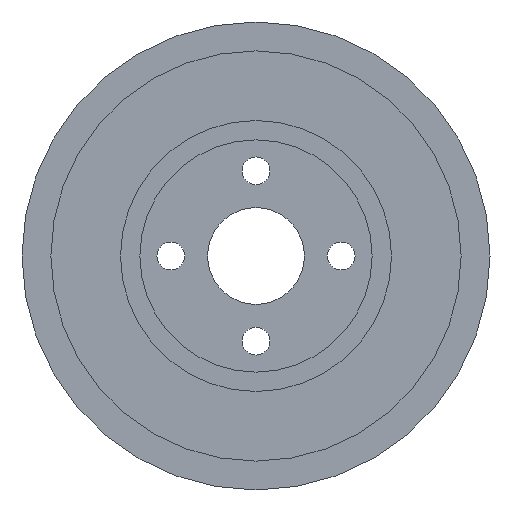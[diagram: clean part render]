
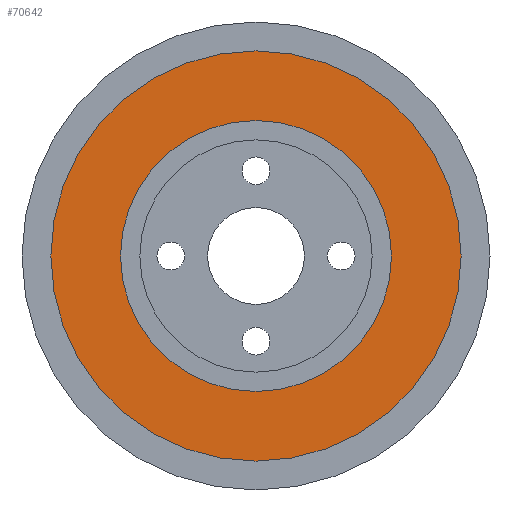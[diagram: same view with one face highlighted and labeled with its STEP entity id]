
A CAD part, front view. The second image highlights one B-rep face of the part: STEP entity #70642.
In plain terms, the highlighted planar face has unit normal (0, -1, 0).
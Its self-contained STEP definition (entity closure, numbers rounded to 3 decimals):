
#710 = CYLINDRICAL_SURFACE('',#711,17.5);
#711 = AXIS2_PLACEMENT_3D('',#712,#713,#714);
#712 = CARTESIAN_POINT('',(0.,2.8,0.));
#713 = DIRECTION('',(-0.,1.,-0.));
#714 = DIRECTION('',(0.,0.,1.));
#730 = VERTEX_POINT('',#731);
#731 = CARTESIAN_POINT('',(0.,3.8,-17.5));
#745 = CYLINDRICAL_SURFACE('',#746,17.5);
#746 = AXIS2_PLACEMENT_3D('',#747,#748,#749);
#747 = CARTESIAN_POINT('',(0.,2.8,0.));
#748 = DIRECTION('',(-0.,1.,-0.));
#749 = DIRECTION('',(0.,0.,1.));
#757 = EDGE_CURVE('',#730,#758,#760,.T.);
#758 = VERTEX_POINT('',#759);
#759 = CARTESIAN_POINT('',(0.,3.8,17.5));
#760 = SURFACE_CURVE('',#761,(#766,#773),.PCURVE_S1.);
#761 = CIRCLE('',#762,17.5);
#762 = AXIS2_PLACEMENT_3D('',#763,#764,#765);
#763 = CARTESIAN_POINT('',(0.,3.8,0.));
#764 = DIRECTION('',(0.,-1.,0.));
#765 = DIRECTION('',(0.,0.,-1.));
#766 = PCURVE('',#710,#767);
#767 = DEFINITIONAL_REPRESENTATION('',(#768),#772);
#768 = LINE('',#769,#770);
#769 = CARTESIAN_POINT('',(3.142,1.));
#770 = VECTOR('',#771,1.);
#771 = DIRECTION('',(-1.,0.));
#772 = ( GEOMETRIC_REPRESENTATION_CONTEXT(2) 
PARAMETRIC_REPRESENTATION_CONTEXT() REPRESENTATION_CONTEXT('2D SPACE',''
  ) );
#773 = PCURVE('',#774,#779);
#774 = PLANE('',#775);
#775 = AXIS2_PLACEMENT_3D('',#776,#777,#778);
#776 = CARTESIAN_POINT('',(0.,3.8,0.));
#777 = DIRECTION('',(0.,-1.,0.));
#778 = DIRECTION('',(0.,-0.,-1.));
#779 = DEFINITIONAL_REPRESENTATION('',(#780),#784);
#780 = CIRCLE('',#781,17.5);
#781 = AXIS2_PLACEMENT_2D('',#782,#783);
#782 = CARTESIAN_POINT('',(0.,0.));
#783 = DIRECTION('',(1.,0.));
#784 = ( GEOMETRIC_REPRESENTATION_CONTEXT(2) 
PARAMETRIC_REPRESENTATION_CONTEXT() REPRESENTATION_CONTEXT('2D SPACE',''
  ) );
#811 = VERTEX_POINT('',#812);
#812 = CARTESIAN_POINT('',(0.,3.8,-26.5));
#821 = CYLINDRICAL_SURFACE('',#822,26.5);
#822 = AXIS2_PLACEMENT_3D('',#823,#824,#825);
#823 = CARTESIAN_POINT('',(0.,3.8,0.));
#824 = DIRECTION('',(-0.,-1.,-0.));
#825 = DIRECTION('',(0.,0.,-1.));
#833 = CYLINDRICAL_SURFACE('',#834,26.5);
#834 = AXIS2_PLACEMENT_3D('',#835,#836,#837);
#835 = CARTESIAN_POINT('',(0.,3.8,0.));
#836 = DIRECTION('',(-0.,-1.,-0.));
#837 = DIRECTION('',(0.,0.,-1.));
#875 = VERTEX_POINT('',#876);
#876 = CARTESIAN_POINT('',(0.,3.8,26.5));
#897 = EDGE_CURVE('',#875,#811,#898,.T.);
#898 = SURFACE_CURVE('',#899,(#904,#911),.PCURVE_S1.);
#899 = CIRCLE('',#900,26.5);
#900 = AXIS2_PLACEMENT_3D('',#901,#902,#903);
#901 = CARTESIAN_POINT('',(0.,3.8,0.));
#902 = DIRECTION('',(0.,-1.,0.));
#903 = DIRECTION('',(0.,0.,-1.));
#904 = PCURVE('',#821,#905);
#905 = DEFINITIONAL_REPRESENTATION('',(#906),#910);
#906 = LINE('',#907,#908);
#907 = CARTESIAN_POINT('',(0.,0.));
#908 = VECTOR('',#909,1.);
#909 = DIRECTION('',(1.,0.));
#910 = ( GEOMETRIC_REPRESENTATION_CONTEXT(2) 
PARAMETRIC_REPRESENTATION_CONTEXT() REPRESENTATION_CONTEXT('2D SPACE',''
  ) );
#911 = PCURVE('',#774,#912);
#912 = DEFINITIONAL_REPRESENTATION('',(#913),#917);
#913 = CIRCLE('',#914,26.5);
#914 = AXIS2_PLACEMENT_2D('',#915,#916);
#915 = CARTESIAN_POINT('',(0.,0.));
#916 = DIRECTION('',(1.,0.));
#917 = ( GEOMETRIC_REPRESENTATION_CONTEXT(2) 
PARAMETRIC_REPRESENTATION_CONTEXT() REPRESENTATION_CONTEXT('2D SPACE',''
  ) );
#70620 = EDGE_CURVE('',#811,#875,#70621,.T.);
#70621 = SURFACE_CURVE('',#70622,(#70627,#70634),.PCURVE_S1.);
#70622 = CIRCLE('',#70623,26.5);
#70623 = AXIS2_PLACEMENT_3D('',#70624,#70625,#70626);
#70624 = CARTESIAN_POINT('',(0.,3.8,0.));
#70625 = DIRECTION('',(0.,-1.,0.));
#70626 = DIRECTION('',(0.,0.,-1.));
#70627 = PCURVE('',#833,#70628);
#70628 = DEFINITIONAL_REPRESENTATION('',(#70629),#70633);
#70629 = LINE('',#70630,#70631);
#70630 = CARTESIAN_POINT('',(0.,0.));
#70631 = VECTOR('',#70632,1.);
#70632 = DIRECTION('',(1.,0.));
#70633 = ( GEOMETRIC_REPRESENTATION_CONTEXT(2) 
PARAMETRIC_REPRESENTATION_CONTEXT() REPRESENTATION_CONTEXT('2D SPACE',''
  ) );
#70634 = PCURVE('',#774,#70635);
#70635 = DEFINITIONAL_REPRESENTATION('',(#70636),#70640);
#70636 = CIRCLE('',#70637,26.5);
#70637 = AXIS2_PLACEMENT_2D('',#70638,#70639);
#70638 = CARTESIAN_POINT('',(0.,0.));
#70639 = DIRECTION('',(1.,0.));
#70640 = ( GEOMETRIC_REPRESENTATION_CONTEXT(2) 
PARAMETRIC_REPRESENTATION_CONTEXT() REPRESENTATION_CONTEXT('2D SPACE',''
  ) );
#70642 = ADVANCED_FACE('',(#70643,#70668),#774,.T.);
#70643 = FACE_BOUND('',#70644,.T.);
#70644 = EDGE_LOOP('',(#70645,#70667));
#70645 = ORIENTED_EDGE('',*,*,#70646,.F.);
#70646 = EDGE_CURVE('',#758,#730,#70647,.T.);
#70647 = SURFACE_CURVE('',#70648,(#70653,#70660),.PCURVE_S1.);
#70648 = CIRCLE('',#70649,17.5);
#70649 = AXIS2_PLACEMENT_3D('',#70650,#70651,#70652);
#70650 = CARTESIAN_POINT('',(0.,3.8,0.));
#70651 = DIRECTION('',(0.,-1.,0.));
#70652 = DIRECTION('',(0.,0.,-1.));
#70653 = PCURVE('',#774,#70654);
#70654 = DEFINITIONAL_REPRESENTATION('',(#70655),#70659);
#70655 = CIRCLE('',#70656,17.5);
#70656 = AXIS2_PLACEMENT_2D('',#70657,#70658);
#70657 = CARTESIAN_POINT('',(0.,0.));
#70658 = DIRECTION('',(1.,0.));
#70659 = ( GEOMETRIC_REPRESENTATION_CONTEXT(2) 
PARAMETRIC_REPRESENTATION_CONTEXT() REPRESENTATION_CONTEXT('2D SPACE',''
  ) );
#70660 = PCURVE('',#745,#70661);
#70661 = DEFINITIONAL_REPRESENTATION('',(#70662),#70666);
#70662 = LINE('',#70663,#70664);
#70663 = CARTESIAN_POINT('',(9.425,1.));
#70664 = VECTOR('',#70665,1.);
#70665 = DIRECTION('',(-1.,0.));
#70666 = ( GEOMETRIC_REPRESENTATION_CONTEXT(2) 
PARAMETRIC_REPRESENTATION_CONTEXT() REPRESENTATION_CONTEXT('2D SPACE',''
  ) );
#70667 = ORIENTED_EDGE('',*,*,#757,.F.);
#70668 = FACE_BOUND('',#70669,.T.);
#70669 = EDGE_LOOP('',(#70670,#70671));
#70670 = ORIENTED_EDGE('',*,*,#70620,.T.);
#70671 = ORIENTED_EDGE('',*,*,#897,.T.);
